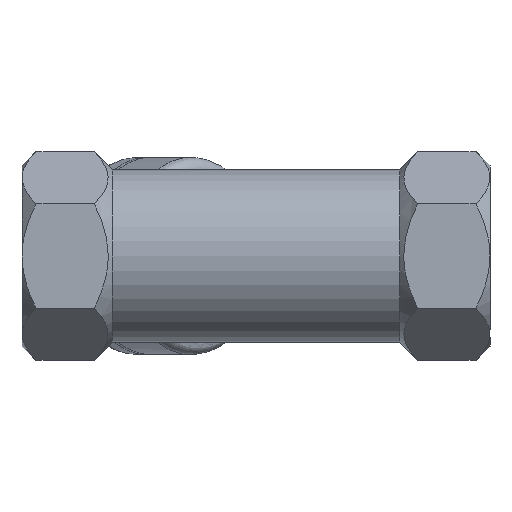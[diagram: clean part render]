
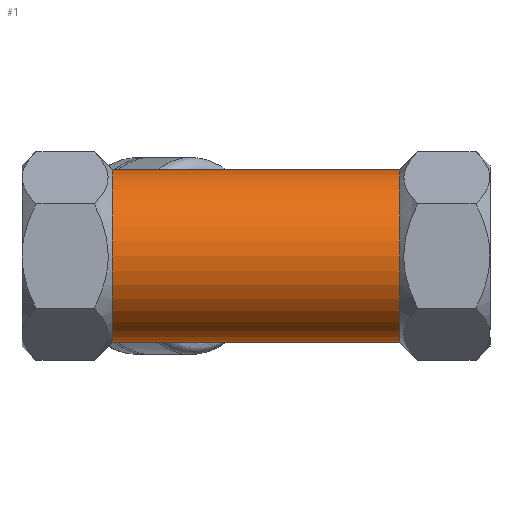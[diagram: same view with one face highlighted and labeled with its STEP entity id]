
A CAD part, front view. The second image highlights one B-rep face of the part: STEP entity #1.
In plain terms, the highlighted cylindrical face has radius 10.5 mm (diameter 21 mm), a partial arc.
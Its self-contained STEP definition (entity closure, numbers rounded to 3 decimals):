
#1 = ADVANCED_FACE ( 'NONE', ( #981 ), #978, .T. ) ;
#5 = EDGE_CURVE ( 'NONE', #965, #750, #1040, .T. ) ;
#60 = VERTEX_POINT ( 'NONE', #1129 ) ;
#61 = EDGE_CURVE ( 'NONE', #60, #961, #1128, .T. ) ;
#746 = VERTEX_POINT ( 'NONE', #2504 ) ;
#750 = VERTEX_POINT ( 'NONE', #2497 ) ;
#961 = VERTEX_POINT ( 'NONE', #2986 ) ;
#965 = VERTEX_POINT ( 'NONE', #2983 ) ;
#978 = CYLINDRICAL_SURFACE ( 'NONE', #1048, 10.5 ) ;
#980 = CARTESIAN_POINT ( 'NONE',  ( -26.65, 0., 0. ) ) ;
#981 = FACE_OUTER_BOUND ( 'NONE', #3665, .T. ) ;
#1037 = DIRECTION ( 'NONE',  ( 1., 0., 0. ) ) ;
#1038 = VECTOR ( 'NONE', #1037, 1000. ) ;
#1039 = CARTESIAN_POINT ( 'NONE',  ( -26.65, 0., -10.5 ) ) ;
#1040 = LINE ( 'NONE', #1039, #1038 ) ;
#1046 = DIRECTION ( 'NONE',  ( 0., 0., -1. ) ) ;
#1047 = DIRECTION ( 'NONE',  ( 1., 0., 0. ) ) ;
#1048 = AXIS2_PLACEMENT_3D ( 'NONE', #980, #1047, #1046 ) ;
#1124 = DIRECTION ( 'NONE',  ( 0., 0., -1. ) ) ;
#1125 = DIRECTION ( 'NONE',  ( 1., 0., 0. ) ) ;
#1126 = CARTESIAN_POINT ( 'NONE',  ( -26.65, 0., 0. ) ) ;
#1127 = AXIS2_PLACEMENT_3D ( 'NONE', #1126, #1125, #1124 ) ;
#1128 = CIRCLE ( 'NONE', #1127, 10.5 ) ;
#1129 = CARTESIAN_POINT ( 'NONE',  ( -26.65, 0., 10.5 ) ) ;
#2497 = CARTESIAN_POINT ( 'NONE',  ( 8.35, 0., -10.5 ) ) ;
#2504 = CARTESIAN_POINT ( 'NONE',  ( 8.35, 0., 10.5 ) ) ;
#2983 = CARTESIAN_POINT ( 'NONE',  ( 0., 0., -10.5 ) ) ;
#2986 = CARTESIAN_POINT ( 'NONE',  ( -26.65, 0., -10.5 ) ) ;
#3233 = DIRECTION ( 'NONE',  ( 1., 0., 0. ) ) ;
#3234 = VECTOR ( 'NONE', #3233, 1000. ) ;
#3235 = CARTESIAN_POINT ( 'NONE',  ( -26.65, 0., 10.5 ) ) ;
#3244 = LINE ( 'NONE', #3235, #3234 ) ;
#3246 = CARTESIAN_POINT ( 'NONE',  ( 0., 0., 10.5 ) ) ;
#3375 = DIRECTION ( 'NONE',  ( 1., 0., 0. ) ) ;
#3376 = VECTOR ( 'NONE', #3375, 1000. ) ;
#3377 = CARTESIAN_POINT ( 'NONE',  ( -26.65, 0., 10.5 ) ) ;
#3378 = LINE ( 'NONE', #3377, #3376 ) ;
#3389 = DIRECTION ( 'NONE',  ( 1., 0., 0. ) ) ;
#3390 = CARTESIAN_POINT ( 'NONE',  ( -26.65, 0., -10.5 ) ) ;
#3391 = LINE ( 'NONE', #3390, #3433 ) ;
#3399 = DIRECTION ( 'NONE',  ( 0., 0., 1. ) ) ;
#3400 = DIRECTION ( 'NONE',  ( -1., 0., 0. ) ) ;
#3401 = AXIS2_PLACEMENT_3D ( 'NONE', #3414, #3400, #3399 ) ;
#3414 = CARTESIAN_POINT ( 'NONE',  ( 8.35, 0., 0. ) ) ;
#3415 = CIRCLE ( 'NONE', #3401, 10.5 ) ;
#3433 = VECTOR ( 'NONE', #3389, 1000. ) ;
#3544 = ORIENTED_EDGE ( 'NONE', *, *, #3642, .F. ) ;
#3598 = VERTEX_POINT ( 'NONE', #3246 ) ;
#3601 = EDGE_CURVE ( 'NONE', #60, #3598, #3244, .T. ) ;
#3642 = EDGE_CURVE ( 'NONE', #3598, #746, #3378, .T. ) ;
#3651 = EDGE_CURVE ( 'NONE', #750, #746, #3415, .T. ) ;
#3653 = ORIENTED_EDGE ( 'NONE', *, *, #5, .T. ) ;
#3655 = ORIENTED_EDGE ( 'NONE', *, *, #3651, .T. ) ;
#3657 = ORIENTED_EDGE ( 'NONE', *, *, #61, .T. ) ;
#3659 = ORIENTED_EDGE ( 'NONE', *, *, #3601, .F. ) ;
#3661 = EDGE_CURVE ( 'NONE', #961, #965, #3391, .T. ) ;
#3663 = ORIENTED_EDGE ( 'NONE', *, *, #3661, .T. ) ;
#3665 = EDGE_LOOP ( 'NONE', ( #3659, #3657, #3663, #3653, #3655, #3544 ) ) ;
